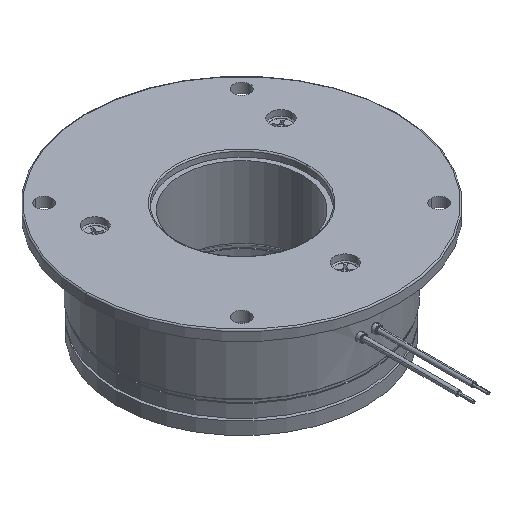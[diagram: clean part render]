
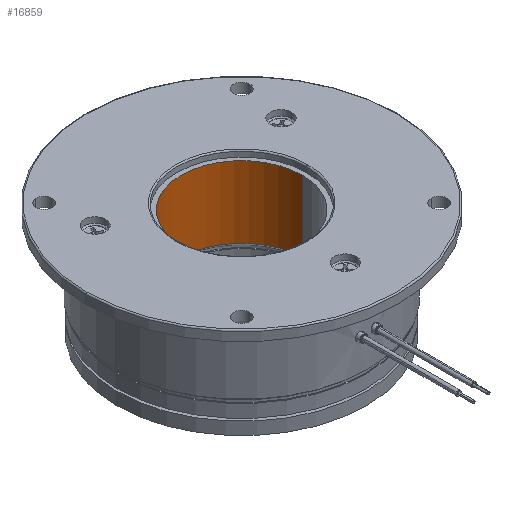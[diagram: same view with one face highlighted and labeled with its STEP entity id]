
A CAD part, isometric view. The second image highlights one B-rep face of the part: STEP entity #16859.
In plain terms, the highlighted cylindrical face has radius 24.25 mm (diameter 48.5 mm), a partial arc.
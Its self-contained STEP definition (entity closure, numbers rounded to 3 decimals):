
#2092 = LINE ( 'NONE', #23960, #21486 ) ;
#2639 = AXIS2_PLACEMENT_3D ( 'NONE', #13723, #24817, #5382 ) ;
#3050 = DIRECTION ( 'NONE',  ( 0., 0., 1. ) ) ;
#3589 = CIRCLE ( 'NONE', #2639, 24.25 ) ;
#3735 = VERTEX_POINT ( 'NONE', #7256 ) ;
#4814 = CYLINDRICAL_SURFACE ( 'NONE', #24616, 24.25 ) ;
#5121 = ORIENTED_EDGE ( 'NONE', *, *, #20830, .F. ) ;
#5382 = DIRECTION ( 'NONE',  ( 1., 0., 0. ) ) ;
#6534 = EDGE_LOOP ( 'NONE', ( #11305, #5121, #15419, #7008 ) ) ;
#7008 = ORIENTED_EDGE ( 'NONE', *, *, #10439, .T. ) ;
#7256 = CARTESIAN_POINT ( 'NONE',  ( 24.25, 0., -2.5 ) ) ;
#9525 = CARTESIAN_POINT ( 'NONE',  ( 24.25, 0., -31.15 ) ) ;
#10439 = EDGE_CURVE ( 'NONE', #3735, #11375, #3589, .T. ) ;
#11305 = ORIENTED_EDGE ( 'NONE', *, *, #11573, .F. ) ;
#11375 = VERTEX_POINT ( 'NONE', #18886 ) ;
#11388 = VECTOR ( 'NONE', #15126, 1000. ) ;
#11573 = EDGE_CURVE ( 'NONE', #16827, #11375, #2092, .T. ) ;
#11976 = CARTESIAN_POINT ( 'NONE',  ( 0., 0., -31.15 ) ) ;
#13153 = DIRECTION ( 'NONE',  ( 0., 0., 1. ) ) ;
#13568 = DIRECTION ( 'NONE',  ( 1., 0., 0. ) ) ;
#13723 = CARTESIAN_POINT ( 'NONE',  ( 0., 0., -2.5 ) ) ;
#14513 = VERTEX_POINT ( 'NONE', #9525 ) ;
#15126 = DIRECTION ( 'NONE',  ( 0., 0., 1. ) ) ;
#15405 = AXIS2_PLACEMENT_3D ( 'NONE', #11976, #3050, #18517 ) ;
#15419 = ORIENTED_EDGE ( 'NONE', *, *, #18508, .T. ) ;
#15839 = CARTESIAN_POINT ( 'NONE',  ( -24.25, 0., -31.15 ) ) ;
#15850 = CIRCLE ( 'NONE', #15405, 24.25 ) ;
#16827 = VERTEX_POINT ( 'NONE', #15839 ) ;
#16859 = ADVANCED_FACE ( 'NONE', ( #22646 ), #4814, .F. ) ;
#17247 = CARTESIAN_POINT ( 'NONE',  ( 24.25, 0., 3.745 ) ) ;
#18268 = DIRECTION ( 'NONE',  ( 0., 0., 1. ) ) ;
#18508 = EDGE_CURVE ( 'NONE', #14513, #3735, #20829, .T. ) ;
#18517 = DIRECTION ( 'NONE',  ( 1., 0., 0. ) ) ;
#18886 = CARTESIAN_POINT ( 'NONE',  ( -24.25, 0., -2.5 ) ) ;
#20829 = LINE ( 'NONE', #17247, #11388 ) ;
#20830 = EDGE_CURVE ( 'NONE', #14513, #16827, #15850, .T. ) ;
#21486 = VECTOR ( 'NONE', #13153, 1000. ) ;
#22646 = FACE_OUTER_BOUND ( 'NONE', #6534, .T. ) ;
#23960 = CARTESIAN_POINT ( 'NONE',  ( -24.25, 0., 3.745 ) ) ;
#24616 = AXIS2_PLACEMENT_3D ( 'NONE', #26398, #18268, #13568 ) ;
#24817 = DIRECTION ( 'NONE',  ( 0., 0., 1. ) ) ;
#26398 = CARTESIAN_POINT ( 'NONE',  ( 0., 0., 3.745 ) ) ;
